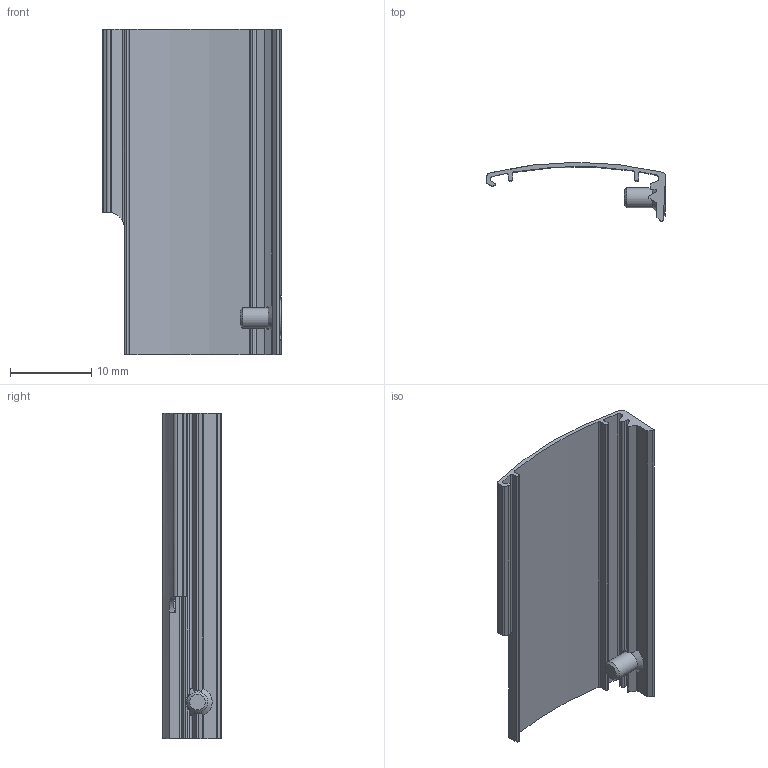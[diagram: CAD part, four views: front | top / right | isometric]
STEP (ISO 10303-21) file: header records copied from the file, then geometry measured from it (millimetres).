
FILE_DESCRIPTION(/* description */ ('STEP AP214'),/* implementation_level */ '2;1');
FILE_NAME(/* name */ '1086663_DADS-AB-G6-4-30',/* time_stamp */ '2024-08-13T14:28:02+02:00',/* author */ ('License CC BY-ND 4.0'),/* organization */ ('CADENAS'),/* preprocessor_version */ 'ST-DEVELOPER v19.3',/* originating_system */ 'PARTsolutions',/* authorisation */ ' ');
FILE_SCHEMA (('AUTOMOTIVE_DESIGN {1 0 10303 214 3 1 1}'));
Length unit declared in the file: millimetre
Products named in the file (3): 1086663 DADS-AB-G6-4-30; 1139080 DADS-AB-G6-4-30---(P); 747266 M2.5x5_Torx
Assembly tree (2 placements, depth 2):
  1086663 DADS-AB-G6-4-30
    1139080 DADS-AB-G6-4-30---(P)
    747266 M2.5x5_Torx
Bounding box: 22 x 7.24 x 40 mm (x, y, z)
Volume: 746.6 mm3; surface area: 2546.2 mm2
Topology: 2 solids, 2 shells, 86 faces, 242 edges, 158 vertices
Faces by surface type: cylinder 49, plane 27, cone 10
Full cylindrical faces by diameter (mm): 2.5 x1, 4.5 x1
Entity records: 2884 total; most frequent: CARTESIAN_POINT 650, ORIENTED_EDGE 466, DIRECTION 438, EDGE_CURVE 233, AXIS2_PLACEMENT_3D 164, VERTEX_POINT 156, LINE 110, VECTOR 110
